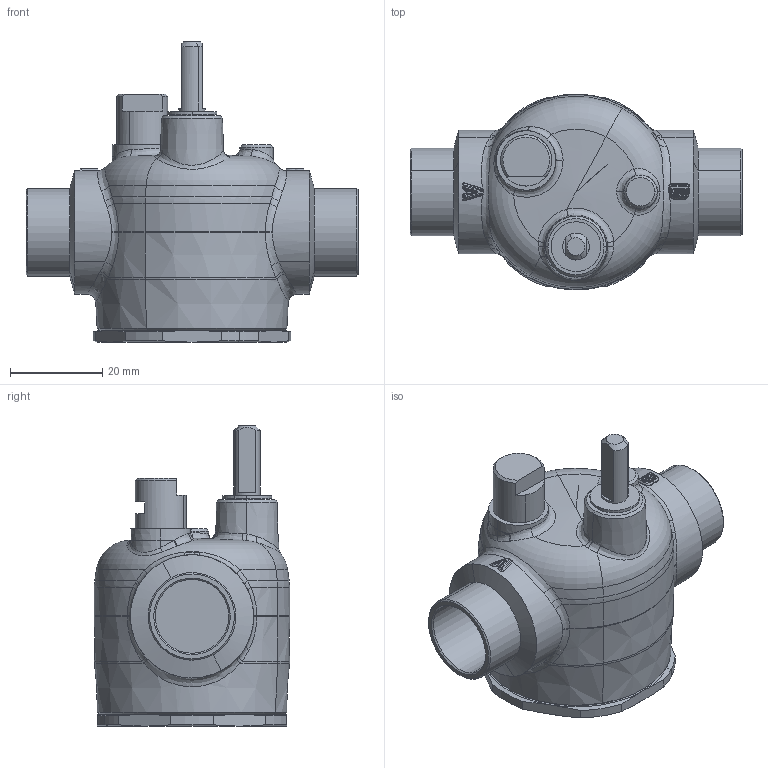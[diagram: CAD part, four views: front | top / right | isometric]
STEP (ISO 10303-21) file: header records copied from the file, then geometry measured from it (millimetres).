
FILE_DESCRIPTION(('CATIA V5 STEP Exchange','CAx-IF Rec.Pracs.--- Model Styling and Organization---1.4--- 2014-01-23','CAx-IF Rec.Pracs.---3D Tessellated Data Validation Properties---0.5---2014-09-14'),'2;1');
FILE_NAME('STEP_Z200431_-_TST.stp','2022-02-22T14:18:44+00:00',('none'),('none'),'CATIA Version 5-6 Release 2019 SP3','CATIA V5 STEP AP242 v1','none');
FILE_SCHEMA(('AP242_MANAGED_MODEL_BASED_3D_ENGINEERING_MIM_LF {1 0 10303 442 1 1 4}'));
Length unit declared in the file: millimetre
Products named in the file (1): Z200431 - TST
Bounding box: 72 x 42.5 x 65.1 mm (x, y, z)
Volume: 73002.1 mm3; surface area: 17402.4 mm2
Topology: 4 solids, 4 shells, 401 faces, 903 edges, 511 vertices
Faces by surface type: cylinder 104, bspline 97, cone 94, plane 66, torus 32, sphere 8
Entity records: 17562 total; most frequent: CARTESIAN_POINT 10194, ORIENTED_EDGE 1780, DIRECTION 937, EDGE_CURVE 890, VERTEX_POINT 511, AXIS2_PLACEMENT_3D 504, EDGE_LOOP 419, ADVANCED_FACE 401
